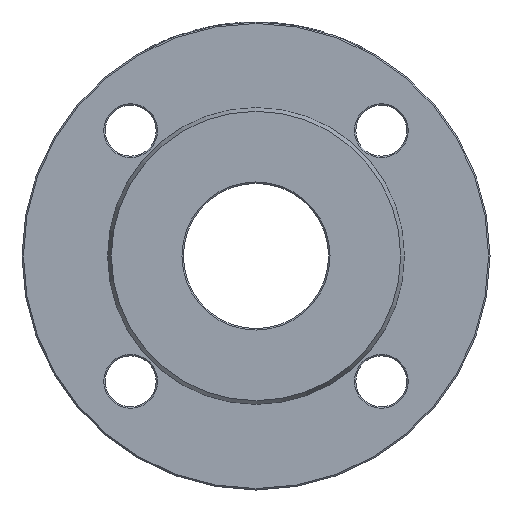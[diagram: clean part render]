
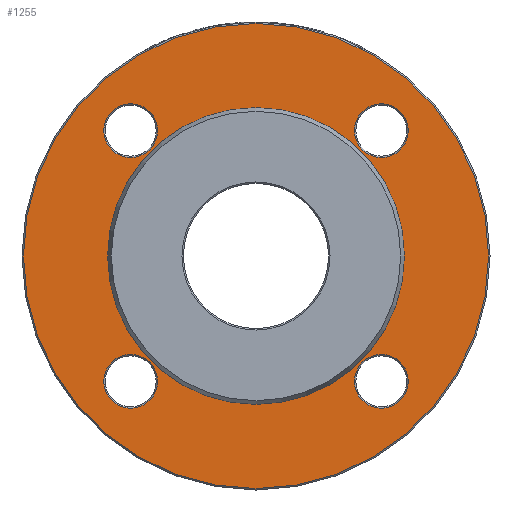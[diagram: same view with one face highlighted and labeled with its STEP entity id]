
A CAD part, left-side view. The second image highlights one B-rep face of the part: STEP entity #1255.
In plain terms, the highlighted planar face has unit normal (-1, 0, 0).
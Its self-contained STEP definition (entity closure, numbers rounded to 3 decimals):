
#71 = ORIENTED_EDGE ( 'NONE', *, *, #2352, .T. ) ;
#145 = DIRECTION ( 'NONE',  ( 0., -1., 0. ) ) ;
#487 = DIRECTION ( 'NONE',  ( 1., 0., 0. ) ) ;
#556 = VERTEX_POINT ( 'NONE', #6046 ) ;
#561 = EDGE_CURVE ( 'NONE', #5944, #5944, #4369, .T. ) ;
#590 = VERTEX_POINT ( 'NONE', #5462 ) ;
#628 = FACE_BOUND ( 'NONE', #4560, .T. ) ;
#836 = CARTESIAN_POINT ( 'NONE',  ( 3., 44.194, -44.194 ) ) ;
#920 = EDGE_LOOP ( 'NONE', ( #3108 ) ) ;
#1044 = FACE_BOUND ( 'NONE', #920, .T. ) ;
#1186 = AXIS2_PLACEMENT_3D ( 'NONE', #6777, #4059, #6286 ) ;
#1249 = CARTESIAN_POINT ( 'NONE',  ( 3., -44.194, -44.194 ) ) ;
#1255 = ADVANCED_FACE ( 'NONE', ( #1044, #6544, #3853, #2234, #6610, #628 ), #6512, .F. ) ;
#1302 = DIRECTION ( 'NONE',  ( 1., 0., 0. ) ) ;
#1357 = AXIS2_PLACEMENT_3D ( 'NONE', #4348, #6534, #2710 ) ;
#1590 = CARTESIAN_POINT ( 'NONE',  ( 3., 53.694, 44.194 ) ) ;
#1623 = VERTEX_POINT ( 'NONE', #1590 ) ;
#1660 = CARTESIAN_POINT ( 'NONE',  ( 3., 52.336, 0. ) ) ;
#1738 = CIRCLE ( 'NONE', #3836, 9.5 ) ;
#2233 = EDGE_LOOP ( 'NONE', ( #5155 ) ) ;
#2234 = FACE_BOUND ( 'NONE', #2233, .T. ) ;
#2352 = EDGE_CURVE ( 'NONE', #1623, #1623, #3401, .T. ) ;
#2463 = ORIENTED_EDGE ( 'NONE', *, *, #561, .T. ) ;
#2656 = DIRECTION ( 'NONE',  ( 0., 0., 1. ) ) ;
#2710 = DIRECTION ( 'NONE',  ( 0., 0., -1. ) ) ;
#2983 = EDGE_CURVE ( 'NONE', #4386, #4386, #4298, .T. ) ;
#3108 = ORIENTED_EDGE ( 'NONE', *, *, #4617, .T. ) ;
#3200 = AXIS2_PLACEMENT_3D ( 'NONE', #1660, #487, #3786 ) ;
#3201 = EDGE_CURVE ( 'NONE', #590, #590, #1738, .T. ) ;
#3401 = CIRCLE ( 'NONE', #1186, 9.5 ) ;
#3621 = AXIS2_PLACEMENT_3D ( 'NONE', #5689, #6226, #5030 ) ;
#3786 = DIRECTION ( 'NONE',  ( 0., 0., -1. ) ) ;
#3836 = AXIS2_PLACEMENT_3D ( 'NONE', #5402, #5371, #2656 ) ;
#3853 = FACE_BOUND ( 'NONE', #5391, .T. ) ;
#4059 = DIRECTION ( 'NONE',  ( 1., 0., 0. ) ) ;
#4074 = ORIENTED_EDGE ( 'NONE', *, *, #6760, .F. ) ;
#4298 = CIRCLE ( 'NONE', #5214, 9.5 ) ;
#4348 = CARTESIAN_POINT ( 'NONE',  ( 3., 0., 0. ) ) ;
#4369 = CIRCLE ( 'NONE', #1357, 82. ) ;
#4386 = VERTEX_POINT ( 'NONE', #4923 ) ;
#4464 = EDGE_LOOP ( 'NONE', ( #2463 ) ) ;
#4560 = EDGE_LOOP ( 'NONE', ( #4074 ) ) ;
#4562 = DIRECTION ( 'NONE',  ( 0., 0., -1. ) ) ;
#4617 = EDGE_CURVE ( 'NONE', #6677, #6677, #4756, .T. ) ;
#4756 = CIRCLE ( 'NONE', #5329, 9.5 ) ;
#4816 = EDGE_LOOP ( 'NONE', ( #6349 ) ) ;
#4923 = CARTESIAN_POINT ( 'NONE',  ( 3., 44.194, -53.694 ) ) ;
#5030 = DIRECTION ( 'NONE',  ( 0., 0., 1. ) ) ;
#5155 = ORIENTED_EDGE ( 'NONE', *, *, #2983, .T. ) ;
#5214 = AXIS2_PLACEMENT_3D ( 'NONE', #836, #1302, #4562 ) ;
#5329 = AXIS2_PLACEMENT_3D ( 'NONE', #1249, #6659, #145 ) ;
#5371 = DIRECTION ( 'NONE',  ( 1., 0., 0. ) ) ;
#5391 = EDGE_LOOP ( 'NONE', ( #71 ) ) ;
#5402 = CARTESIAN_POINT ( 'NONE',  ( 3., -44.194, 44.194 ) ) ;
#5462 = CARTESIAN_POINT ( 'NONE',  ( 3., -44.194, 53.694 ) ) ;
#5689 = CARTESIAN_POINT ( 'NONE',  ( 3., 0., 0. ) ) ;
#5944 = VERTEX_POINT ( 'NONE', #7047 ) ;
#6046 = CARTESIAN_POINT ( 'NONE',  ( 3., 0., 52.336 ) ) ;
#6139 = CIRCLE ( 'NONE', #3621, 52.336 ) ;
#6151 = CARTESIAN_POINT ( 'NONE',  ( 3., -53.694, -44.194 ) ) ;
#6226 = DIRECTION ( 'NONE',  ( -1., 0., 0. ) ) ;
#6286 = DIRECTION ( 'NONE',  ( 0., 1., 0. ) ) ;
#6349 = ORIENTED_EDGE ( 'NONE', *, *, #3201, .T. ) ;
#6512 = PLANE ( 'NONE',  #3200 ) ;
#6534 = DIRECTION ( 'NONE',  ( -1., 0., 0. ) ) ;
#6544 = FACE_BOUND ( 'NONE', #4816, .T. ) ;
#6610 = FACE_OUTER_BOUND ( 'NONE', #4464, .T. ) ;
#6659 = DIRECTION ( 'NONE',  ( 1., 0., 0. ) ) ;
#6677 = VERTEX_POINT ( 'NONE', #6151 ) ;
#6760 = EDGE_CURVE ( 'NONE', #556, #556, #6139, .T. ) ;
#6777 = CARTESIAN_POINT ( 'NONE',  ( 3., 44.194, 44.194 ) ) ;
#7047 = CARTESIAN_POINT ( 'NONE',  ( 3., 0., -82. ) ) ;
